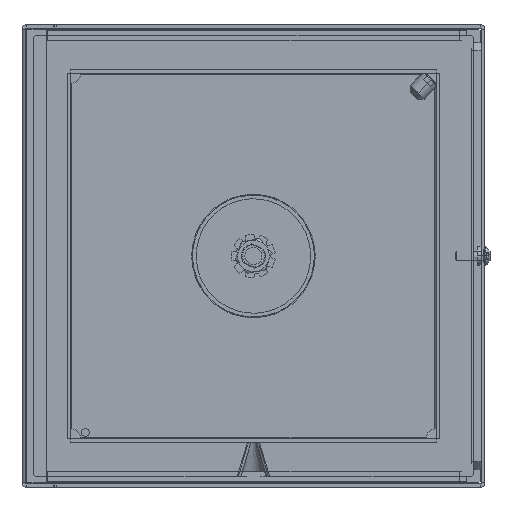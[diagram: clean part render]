
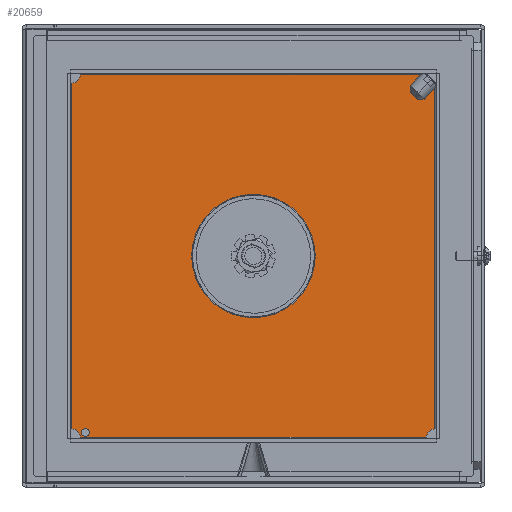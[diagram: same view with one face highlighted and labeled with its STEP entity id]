
A CAD part, front view. The second image highlights one B-rep face of the part: STEP entity #20659.
In plain terms, the highlighted planar face has unit normal (0, -1, 0).
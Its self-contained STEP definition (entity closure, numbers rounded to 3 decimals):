
#210 = CARTESIAN_POINT ( 'NONE',  ( 74.5, 0., 72.5 ) ) ;
#413 = DIRECTION ( 'NONE',  ( 0., 1., 0. ) ) ;
#762 = CIRCLE ( 'NONE', #8661, 25.35 ) ;
#782 = EDGE_CURVE ( 'NONE', #2818, #21742, #762, .T. ) ;
#813 = VECTOR ( 'NONE', #26770, 1000. ) ;
#866 = LINE ( 'NONE', #16912, #813 ) ;
#1037 = DIRECTION ( 'NONE',  ( 0., 0., -1. ) ) ;
#1252 = VERTEX_POINT ( 'NONE', #30200 ) ;
#1375 = EDGE_CURVE ( 'NONE', #3738, #22604, #866, .T. ) ;
#1636 = DIRECTION ( 'NONE',  ( 0., 1., 0. ) ) ;
#1822 = DIRECTION ( 'NONE',  ( -1., 0., 0. ) ) ;
#2158 = DIRECTION ( 'NONE',  ( 0., 0., 1. ) ) ;
#2818 = VERTEX_POINT ( 'NONE', #12549 ) ;
#3080 = DIRECTION ( 'NONE',  ( 0., 1., 0. ) ) ;
#3090 = CARTESIAN_POINT ( 'NONE',  ( -74.5, 0., 70.931 ) ) ;
#3249 = AXIS2_PLACEMENT_3D ( 'NONE', #17609, #3080, #19745 ) ;
#3697 = FACE_BOUND ( 'NONE', #25093, .T. ) ;
#3738 = VERTEX_POINT ( 'NONE', #18528 ) ;
#3840 = CARTESIAN_POINT ( 'NONE',  ( -69., 0., -74.1 ) ) ;
#4837 = CARTESIAN_POINT ( 'NONE',  ( -69., 0., -72.5 ) ) ;
#4938 = CARTESIAN_POINT ( 'NONE',  ( 74.5, 0., 70.931 ) ) ;
#5290 = LINE ( 'NONE', #210, #8602 ) ;
#6092 = EDGE_CURVE ( 'NONE', #30472, #3738, #23593, .T. ) ;
#6186 = DIRECTION ( 'NONE',  ( 0., 1., 0. ) ) ;
#6257 = CARTESIAN_POINT ( 'NONE',  ( 0., 0., 0. ) ) ;
#6838 = ORIENTED_EDGE ( 'NONE', *, *, #9502, .T. ) ;
#7251 = ORIENTED_EDGE ( 'NONE', *, *, #21069, .F. ) ;
#7775 = ORIENTED_EDGE ( 'NONE', *, *, #782, .T. ) ;
#7848 = FACE_OUTER_BOUND ( 'NONE', #17874, .T. ) ;
#7871 = DIRECTION ( 'NONE',  ( 0., -1., 0. ) ) ;
#8002 = PLANE ( 'NONE',  #3249 ) ;
#8159 = VERTEX_POINT ( 'NONE', #27421 ) ;
#8170 = CARTESIAN_POINT ( 'NONE',  ( 75., 0., 75. ) ) ;
#8602 = VECTOR ( 'NONE', #24423, 1000. ) ;
#8661 = AXIS2_PLACEMENT_3D ( 'NONE', #6257, #1636, #25075 ) ;
#8663 = AXIS2_PLACEMENT_3D ( 'NONE', #30505, #413, #22014 ) ;
#8884 = DIRECTION ( 'NONE',  ( 0., 1., 0. ) ) ;
#9063 = CARTESIAN_POINT ( 'NONE',  ( 74.5, 0., -70.931 ) ) ;
#9435 = EDGE_CURVE ( 'NONE', #8159, #28828, #15948, .T. ) ;
#9502 = EDGE_CURVE ( 'NONE', #1252, #11433, #21892, .T. ) ;
#9558 = EDGE_CURVE ( 'NONE', #30472, #18325, #5290, .T. ) ;
#9951 = ORIENTED_EDGE ( 'NONE', *, *, #24684, .T. ) ;
#10560 = CIRCLE ( 'NONE', #24335, 4.1 ) ;
#10998 = EDGE_CURVE ( 'NONE', #21742, #2818, #29390, .T. ) ;
#11433 = VERTEX_POINT ( 'NONE', #3840 ) ;
#11533 = VECTOR ( 'NONE', #23058, 1000. ) ;
#11657 = CARTESIAN_POINT ( 'NONE',  ( 70.931, 0., 74.5 ) ) ;
#12290 = CARTESIAN_POINT ( 'NONE',  ( -70.931, 0., 74.5 ) ) ;
#12549 = CARTESIAN_POINT ( 'NONE',  ( 0., 0., 25.35 ) ) ;
#12861 = ORIENTED_EDGE ( 'NONE', *, *, #17260, .F. ) ;
#13978 = ORIENTED_EDGE ( 'NONE', *, *, #6092, .F. ) ;
#14226 = CARTESIAN_POINT ( 'NONE',  ( -74.5, 0., 72.5 ) ) ;
#15064 = ORIENTED_EDGE ( 'NONE', *, *, #17341, .T. ) ;
#15130 = CARTESIAN_POINT ( 'NONE',  ( 75., 0., -75. ) ) ;
#15434 = DIRECTION ( 'NONE',  ( 0., 0., -1. ) ) ;
#15875 = EDGE_CURVE ( 'NONE', #22604, #8159, #18076, .T. ) ;
#15913 = VERTEX_POINT ( 'NONE', #11657 ) ;
#15948 = LINE ( 'NONE', #14226, #11533 ) ;
#16049 = AXIS2_PLACEMENT_3D ( 'NONE', #17581, #22652, #27276 ) ;
#16063 = AXIS2_PLACEMENT_3D ( 'NONE', #22541, #6186, #2158 ) ;
#16912 = CARTESIAN_POINT ( 'NONE',  ( 102.1, 0., -74.5 ) ) ;
#16972 = ORIENTED_EDGE ( 'NONE', *, *, #9558, .T. ) ;
#17260 = EDGE_CURVE ( 'NONE', #15913, #18325, #19354, .T. ) ;
#17341 = EDGE_CURVE ( 'NONE', #15913, #22513, #20915, .T. ) ;
#17581 = CARTESIAN_POINT ( 'NONE',  ( -75., 0., -75. ) ) ;
#17609 = CARTESIAN_POINT ( 'NONE',  ( 102.1, 0., 72.5 ) ) ;
#17874 = EDGE_LOOP ( 'NONE', ( #28359, #13978, #16972, #12861, #15064, #7251, #30167, #21277 ) ) ;
#18076 = CIRCLE ( 'NONE', #16049, 4.1 ) ;
#18308 = DIRECTION ( 'NONE',  ( 0., 0., 1. ) ) ;
#18325 = VERTEX_POINT ( 'NONE', #4938 ) ;
#18528 = CARTESIAN_POINT ( 'NONE',  ( 70.931, 0., -74.5 ) ) ;
#19354 = CIRCLE ( 'NONE', #22791, 4.1 ) ;
#19745 = DIRECTION ( 'NONE',  ( 0., 0., 1. ) ) ;
#20424 = EDGE_LOOP ( 'NONE', ( #27684, #7775 ) ) ;
#20659 = ADVANCED_FACE ( 'NONE', ( #3697, #7848, #22356 ), #8002, .F. ) ;
#20915 = LINE ( 'NONE', #25258, #22844 ) ;
#21069 = EDGE_CURVE ( 'NONE', #28828, #22513, #10560, .T. ) ;
#21277 = ORIENTED_EDGE ( 'NONE', *, *, #15875, .F. ) ;
#21392 = CARTESIAN_POINT ( 'NONE',  ( -70.931, 0., -74.5 ) ) ;
#21742 = VERTEX_POINT ( 'NONE', #30224 ) ;
#21892 = CIRCLE ( 'NONE', #24856, 1.6 ) ;
#22014 = DIRECTION ( 'NONE',  ( 0., 0., 1. ) ) ;
#22068 = DIRECTION ( 'NONE',  ( 0., -1., 0. ) ) ;
#22177 = DIRECTION ( 'NONE',  ( 0., -1., 0. ) ) ;
#22220 = DIRECTION ( 'NONE',  ( 0., 0., 1. ) ) ;
#22356 = FACE_BOUND ( 'NONE', #20424, .T. ) ;
#22513 = VERTEX_POINT ( 'NONE', #12290 ) ;
#22541 = CARTESIAN_POINT ( 'NONE',  ( 0., 0., 0. ) ) ;
#22604 = VERTEX_POINT ( 'NONE', #21392 ) ;
#22652 = DIRECTION ( 'NONE',  ( 0., -1., 0. ) ) ;
#22791 = AXIS2_PLACEMENT_3D ( 'NONE', #8170, #22068, #22220 ) ;
#22844 = VECTOR ( 'NONE', #1822, 1000. ) ;
#23058 = DIRECTION ( 'NONE',  ( 0., 0., 1. ) ) ;
#23593 = CIRCLE ( 'NONE', #30018, 4.1 ) ;
#24327 = CARTESIAN_POINT ( 'NONE',  ( -75., 0., 75. ) ) ;
#24335 = AXIS2_PLACEMENT_3D ( 'NONE', #24327, #22177, #1037 ) ;
#24423 = DIRECTION ( 'NONE',  ( 0., 0., 1. ) ) ;
#24684 = EDGE_CURVE ( 'NONE', #11433, #1252, #24940, .T. ) ;
#24856 = AXIS2_PLACEMENT_3D ( 'NONE', #4837, #8884, #18308 ) ;
#24940 = CIRCLE ( 'NONE', #8663, 1.6 ) ;
#25075 = DIRECTION ( 'NONE',  ( 0., 0., 1. ) ) ;
#25093 = EDGE_LOOP ( 'NONE', ( #6838, #9951 ) ) ;
#25258 = CARTESIAN_POINT ( 'NONE',  ( 102.1, 0., 74.5 ) ) ;
#26770 = DIRECTION ( 'NONE',  ( -1., 0., 0. ) ) ;
#27276 = DIRECTION ( 'NONE',  ( 0., 0., 1. ) ) ;
#27421 = CARTESIAN_POINT ( 'NONE',  ( -74.5, 0., -70.931 ) ) ;
#27684 = ORIENTED_EDGE ( 'NONE', *, *, #10998, .T. ) ;
#28359 = ORIENTED_EDGE ( 'NONE', *, *, #1375, .F. ) ;
#28828 = VERTEX_POINT ( 'NONE', #3090 ) ;
#29390 = CIRCLE ( 'NONE', #16063, 25.35 ) ;
#30018 = AXIS2_PLACEMENT_3D ( 'NONE', #15130, #7871, #15434 ) ;
#30167 = ORIENTED_EDGE ( 'NONE', *, *, #9435, .F. ) ;
#30200 = CARTESIAN_POINT ( 'NONE',  ( -69., 0., -70.9 ) ) ;
#30224 = CARTESIAN_POINT ( 'NONE',  ( 0., 0., -25.35 ) ) ;
#30472 = VERTEX_POINT ( 'NONE', #9063 ) ;
#30505 = CARTESIAN_POINT ( 'NONE',  ( -69., 0., -72.5 ) ) ;
